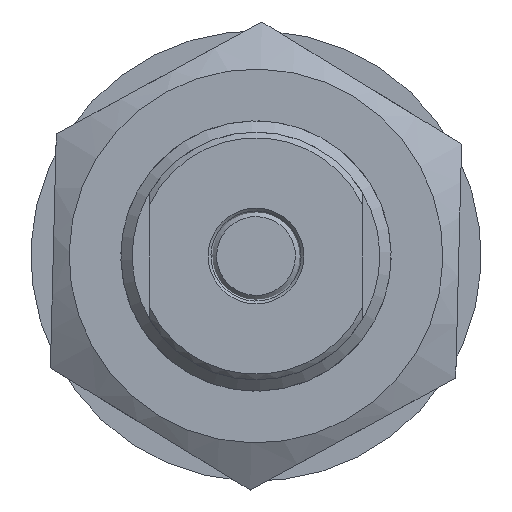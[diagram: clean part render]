
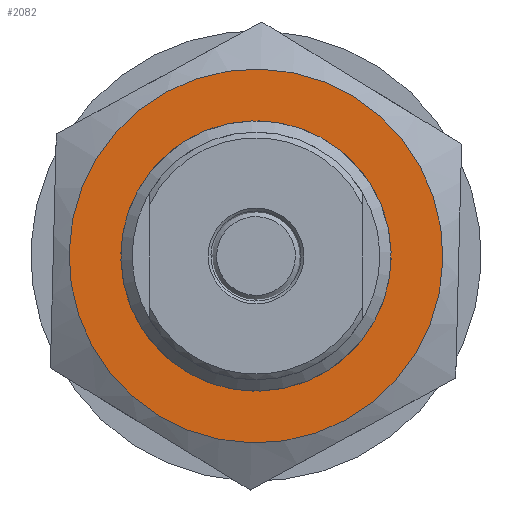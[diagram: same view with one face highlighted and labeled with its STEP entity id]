
A CAD part, left-side view. The second image highlights one B-rep face of the part: STEP entity #2082.
In plain terms, the highlighted planar face has unit normal (-1, 0, 0).
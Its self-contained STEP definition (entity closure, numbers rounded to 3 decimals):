
#202=FACE_BOUND('',#555,.T.);
#249=PLANE('',#2638);
#405=FACE_OUTER_BOUND('',#554,.T.);
#554=EDGE_LOOP('',(#1891));
#555=EDGE_LOOP('',(#1892));
#902=CIRCLE('',#2633,12.);
#906=CIRCLE('',#2639,16.6);
#1077=VERTEX_POINT('',#5187);
#1081=VERTEX_POINT('',#5199);
#1348=EDGE_CURVE('',#1077,#1077,#902,.T.);
#1354=EDGE_CURVE('',#1081,#1081,#906,.T.);
#1891=ORIENTED_EDGE('',*,*,#1354,.T.);
#1892=ORIENTED_EDGE('',*,*,#1348,.F.);
#2082=ADVANCED_FACE('',(#405,#202),#249,.F.);
#2633=AXIS2_PLACEMENT_3D('',#5188,#3252,#3253);
#2638=AXIS2_PLACEMENT_3D('',#5198,#3264,#3265);
#2639=AXIS2_PLACEMENT_3D('',#5200,#3266,#3267);
#3252=DIRECTION('center_axis',(-1.,0.,0.));
#3253=DIRECTION('ref_axis',(0.,0.,-1.));
#3264=DIRECTION('center_axis',(1.,0.,0.));
#3265=DIRECTION('ref_axis',(0.,0.,-1.));
#3266=DIRECTION('center_axis',(-1.,0.,0.));
#3267=DIRECTION('ref_axis',(0.,1.,0.));
#5187=CARTESIAN_POINT('',(0.,0.,12.));
#5188=CARTESIAN_POINT('Origin',(0.,0.,0.));
#5198=CARTESIAN_POINT('Origin',(0.,0.,0.));
#5199=CARTESIAN_POINT('',(0.,-16.6,0.));
#5200=CARTESIAN_POINT('Origin',(0.,0.,0.));
